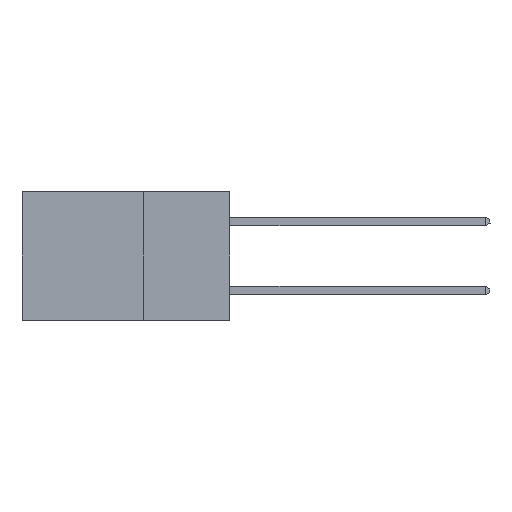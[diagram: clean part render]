
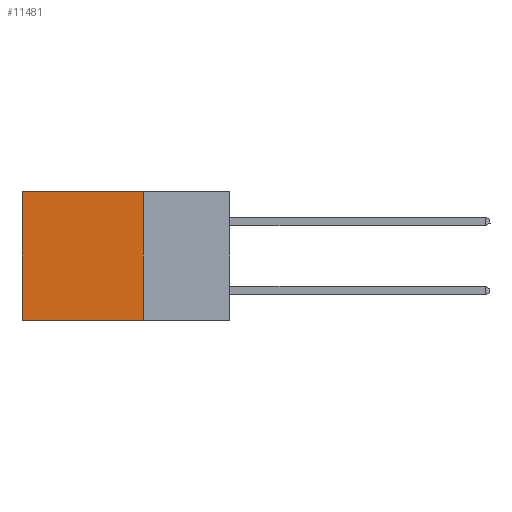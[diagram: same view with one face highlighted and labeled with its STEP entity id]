
A CAD part, left-side view. The second image highlights one B-rep face of the part: STEP entity #11481.
In plain terms, the highlighted planar face has unit normal (-1, 0, 0).
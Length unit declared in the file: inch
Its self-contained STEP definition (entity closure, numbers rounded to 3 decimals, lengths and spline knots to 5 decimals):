
#623 = ORIENTED_EDGE ( 'NONE', *, *, #15600, .T. ) ;
#1206 = CARTESIAN_POINT ( 'NONE',  ( 0.298, 0.25, 0. ) ) ;
#3486 = DIRECTION ( 'NONE',  ( 0., 1., 0. ) ) ;
#3926 = ORIENTED_EDGE ( 'NONE', *, *, #6491, .T. ) ;
#4933 = VECTOR ( 'NONE', #18632, 39.37008 ) ;
#6491 = EDGE_CURVE ( 'NONE', #27700, #12541, #20239, .T. ) ;
#7083 = CARTESIAN_POINT ( 'NONE',  ( 0.298, 0.25, 0. ) ) ;
#7230 = AXIS2_PLACEMENT_3D ( 'NONE', #23916, #24325, #26579 ) ;
#9698 = CARTESIAN_POINT ( 'NONE',  ( 0.298, 0.6, 0. ) ) ;
#9934 = VECTOR ( 'NONE', #3486, 39.37008 ) ;
#10302 = EDGE_CURVE ( 'NONE', #24848, #11668, #11154, .T. ) ;
#11154 = LINE ( 'NONE', #17562, #12205 ) ;
#11387 = CARTESIAN_POINT ( 'NONE',  ( 0.298, 0.25, 0. ) ) ;
#11390 = VECTOR ( 'NONE', #16059, 39.37008 ) ;
#11481 = ADVANCED_FACE ( 'NONE', ( #13646 ), #28126, .F. ) ;
#11668 = VERTEX_POINT ( 'NONE', #19297 ) ;
#12205 = VECTOR ( 'NONE', #19805, 39.37008 ) ;
#12541 = VERTEX_POINT ( 'NONE', #9698 ) ;
#13590 = CARTESIAN_POINT ( 'NONE',  ( 0.298, 0.25, -0.37 ) ) ;
#13646 = FACE_OUTER_BOUND ( 'NONE', #19544, .T. ) ;
#15600 = EDGE_CURVE ( 'NONE', #12541, #11668, #18768, .T. ) ;
#16059 = DIRECTION ( 'NONE',  ( 0., 0., -1. ) ) ;
#17562 = CARTESIAN_POINT ( 'NONE',  ( 0.298, 0.25, -0.37 ) ) ;
#18632 = DIRECTION ( 'NONE',  ( 0., 0., -1. ) ) ;
#18768 = LINE ( 'NONE', #27140, #11390 ) ;
#19297 = CARTESIAN_POINT ( 'NONE',  ( 0.298, 0.6, -0.37 ) ) ;
#19544 = EDGE_LOOP ( 'NONE', ( #623, #24409, #21429, #3926 ) ) ;
#19805 = DIRECTION ( 'NONE',  ( 0., 1., 0. ) ) ;
#20239 = LINE ( 'NONE', #1206, #9934 ) ;
#21429 = ORIENTED_EDGE ( 'NONE', *, *, #24229, .F. ) ;
#23309 = LINE ( 'NONE', #7083, #4933 ) ;
#23916 = CARTESIAN_POINT ( 'NONE',  ( 0.298, 0.25, 0. ) ) ;
#24229 = EDGE_CURVE ( 'NONE', #27700, #24848, #23309, .T. ) ;
#24325 = DIRECTION ( 'NONE',  ( 1., 0., 0. ) ) ;
#24409 = ORIENTED_EDGE ( 'NONE', *, *, #10302, .F. ) ;
#24848 = VERTEX_POINT ( 'NONE', #13590 ) ;
#26579 = DIRECTION ( 'NONE',  ( 0., 0., -1. ) ) ;
#27140 = CARTESIAN_POINT ( 'NONE',  ( 0.298, 0.6, 0. ) ) ;
#27700 = VERTEX_POINT ( 'NONE', #11387 ) ;
#28126 = PLANE ( 'NONE',  #7230 ) ;
